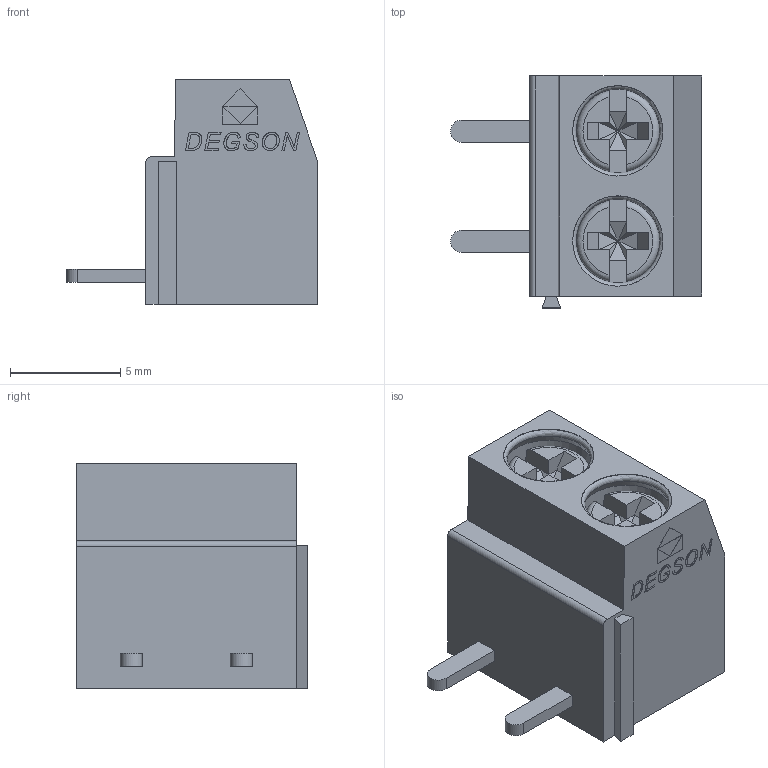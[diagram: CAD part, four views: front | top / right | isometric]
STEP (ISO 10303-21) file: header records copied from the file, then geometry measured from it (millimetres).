
FILE_DESCRIPTION(/* description */ (''),/* implementation_level */ '2;1');
FILE_NAME(/* name */ 'DG126-5.0-02P-1Y-00A.stp',/* time_stamp */ '2020-05-22T15:33:00+08:00',/* author */ (''),/* organization */ (''),/* preprocessor_version */ 'ST-DEVELOPER v15',/* originating_system */ 'SIEMENS PLM Software NX 8.5',/* authorisation */ '');
FILE_SCHEMA (('AP203_CONFIGURATION_CONTROLLED_3D_DESIGN_OF_MECHANICAL_PARTS_AND_ASSEMBLIES_MIM_LF { 1 0 10303 403 2 1 2}'));
Length unit declared in the file: millimetre
Products named in the file (1): Admi15F41C13prr0
Bounding box: 11.4 x 10.53 x 10.2 mm (x, y, z)
Volume: 655.3 mm3; surface area: 666.8 mm2
Topology: 1 solids, 1 shells, 638 faces, 1824 edges, 1204 vertices
Faces by surface type: plane 605, torus 10, cylinder 9, cone 8, extrusion 6
Full cylindrical faces by diameter (mm): 4.1 x2
Entity records: 21682 total; most frequent: CARTESIAN_POINT 6969, ORIENTED_EDGE 3628, DIRECTION 2124, EDGE_CURVE 1814, VERTEX_POINT 1200, B_SPLINE_CURVE_WITH_KNOTS 1034, VECTOR 726, LINE 720
